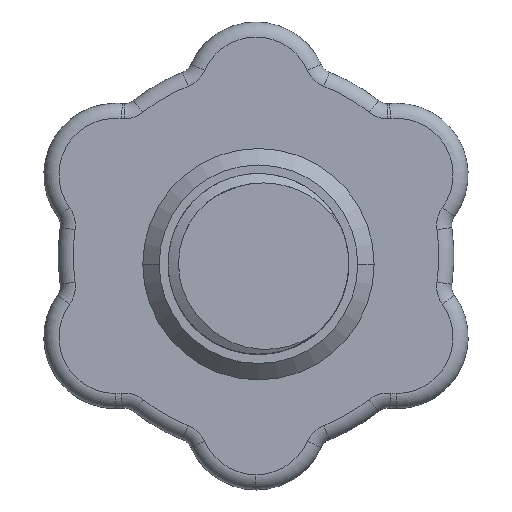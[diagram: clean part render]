
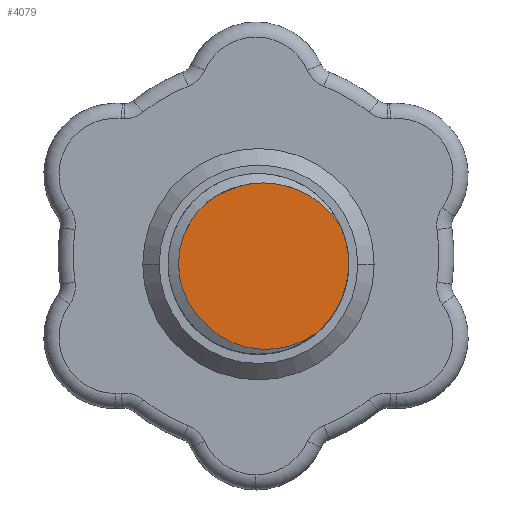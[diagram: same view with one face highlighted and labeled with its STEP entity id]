
A CAD part, top view. The second image highlights one B-rep face of the part: STEP entity #4079.
In plain terms, the highlighted face is planar.
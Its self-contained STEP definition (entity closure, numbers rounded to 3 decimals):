
#39 = CARTESIAN_POINT ( 'NONE',  ( -4.99, -6.88, -5.624 ) ) ;
#308 = CARTESIAN_POINT ( 'NONE',  ( -11.057, -6.88, -1.662 ) ) ;
#360 = VERTEX_POINT ( 'NONE', #4394 ) ;
#471 = CARTESIAN_POINT ( 'NONE',  ( -5.622, -6.88, -0.629 ) ) ;
#564 = ORIENTED_EDGE ( 'NONE', *, *, #1959, .F. ) ;
#638 = ORIENTED_EDGE ( 'NONE', *, *, #1078, .F. ) ;
#694 = EDGE_CURVE ( 'NONE', #5192, #4891, #4591, .T. ) ;
#860 = CARTESIAN_POINT ( 'NONE',  ( -8.542, -6.88, -4.974 ) ) ;
#917 = DIRECTION ( 'NONE',  ( 0., 0., -1. ) ) ;
#999 = DIRECTION ( 'NONE',  ( 0., -1., 0. ) ) ;
#1018 = DIRECTION ( 'NONE',  ( 0., 1., 0. ) ) ;
#1078 = EDGE_CURVE ( 'NONE', #4891, #1399, #5973, .T. ) ;
#1147 = CARTESIAN_POINT ( 'NONE',  ( -11.221, -6.88, 0.92 ) ) ;
#1252 = CARTESIAN_POINT ( 'NONE',  ( -6.653, -6.88, -5.614 ) ) ;
#1399 = VERTEX_POINT ( 'NONE', #2696 ) ;
#1401 = CARTESIAN_POINT ( 'NONE',  ( -5.3, -6.88, 0. ) ) ;
#1667 = CARTESIAN_POINT ( 'NONE',  ( -10.747, -6.88, 2.474 ) ) ;
#1727 = CARTESIAN_POINT ( 'NONE',  ( -10.22, -6.88, -3.42 ) ) ;
#1777 = B_SPLINE_CURVE_WITH_KNOTS ( 'NONE', 3,
 ( #4121, #2196, #860, #3158, #5065, #3565, #1252, #2810, #2278, #39, #4681, #4621, #5155, #1816, #3723, #3654, #6021, #5102 ),
 .UNSPECIFIED., .F., .F.,
 ( 4, 2, 2, 2, 2, 2, 2, 2, 4 ),
 ( 0., 0.001, 0.002, 0.003, 0.004, 0.005, 0.006, 0.007, 0.008 ),
 .UNSPECIFIED. ) ;
#1816 = CARTESIAN_POINT ( 'NONE',  ( -3.102, -6.88, -4.999 ) ) ;
#1844 = FACE_OUTER_BOUND ( 'NONE', #4461, .T. ) ;
#1959 = EDGE_CURVE ( 'NONE', #1399, #360, #3152, .T. ) ;
#2052 = CARTESIAN_POINT ( 'NONE',  ( -10.994, -6.88, 1.866 ) ) ;
#2166 = CARTESIAN_POINT ( 'NONE',  ( -11.25, -6.88, -0.708 ) ) ;
#2191 = VERTEX_POINT ( 'NONE', #5645 ) ;
#2193 = AXIS2_PLACEMENT_3D ( 'NONE', #3212, #2758, #917 ) ;
#2196 = CARTESIAN_POINT ( 'NONE',  ( -8.83, -6.88, -4.808 ) ) ;
#2278 = CARTESIAN_POINT ( 'NONE',  ( -5.651, -6.88, -5.679 ) ) ;
#2589 = CARTESIAN_POINT ( 'NONE',  ( -11.203, -6.88, -1.028 ) ) ;
#2696 = CARTESIAN_POINT ( 'NONE',  ( -5.622, -6.88, 5.363 ) ) ;
#2757 = EDGE_CURVE ( 'NONE', #2191, #5192, #1777, .T. ) ;
#2758 = DIRECTION ( 'NONE',  ( 0., -1., 0. ) ) ;
#2810 = CARTESIAN_POINT ( 'NONE',  ( -5.988, -6.88, -5.677 ) ) ;
#2905 = EDGE_CURVE ( 'NONE', #360, #2191, #3120, .T. ) ;
#3082 = CARTESIAN_POINT ( 'NONE',  ( -11.292, -6.88, -0.058 ) ) ;
#3120 = B_SPLINE_CURVE_WITH_KNOTS ( 'NONE', 3,
 ( #1667, #4852, #2052, #5321, #1147, #5927, #3082, #2166, #2589, #308, #4523, #5470, #3589, #1727, #4990, #3532, #5456, #4485 ),
 .UNSPECIFIED., .F., .F.,
 ( 4, 2, 2, 2, 2, 2, 2, 2, 4 ),
 ( 0.003, 0.004, 0.004, 0.005, 0.006, 0.007, 0.008, 0.009, 0.01 ),
 .UNSPECIFIED. ) ;
#3149 = AXIS2_PLACEMENT_3D ( 'NONE', #1401, #999, #4259 ) ;
#3152 = CIRCLE ( 'NONE', #5603, 5.992 ) ;
#3158 = CARTESIAN_POINT ( 'NONE',  ( -7.939, -6.88, -5.257 ) ) ;
#3212 = CARTESIAN_POINT ( 'NONE',  ( -5.622, -6.88, -0.629 ) ) ;
#3281 = DIRECTION ( 'NONE',  ( 0., 0., -1. ) ) ;
#3373 = DIRECTION ( 'NONE',  ( 0., 0., 1. ) ) ;
#3532 = CARTESIAN_POINT ( 'NONE',  ( -9.594, -6.88, -4.179 ) ) ;
#3565 = CARTESIAN_POINT ( 'NONE',  ( -6.98, -6.88, -5.553 ) ) ;
#3589 = CARTESIAN_POINT ( 'NONE',  ( -10.561, -6.88, -2.868 ) ) ;
#3654 = CARTESIAN_POINT ( 'NONE',  ( -2.274, -6.88, -4.439 ) ) ;
#3685 = DIRECTION ( 'NONE',  ( 0., -1., 0. ) ) ;
#3723 = CARTESIAN_POINT ( 'NONE',  ( -2.816, -6.88, -4.831 ) ) ;
#3867 = CARTESIAN_POINT ( 'NONE',  ( -1.79, -6.88, -3.971 ) ) ;
#3976 = ORIENTED_EDGE ( 'NONE', *, *, #694, .F. ) ;
#4079 = ADVANCED_FACE ( 'NONE', ( #1844 ), #5116, .T. ) ;
#4121 = CARTESIAN_POINT ( 'NONE',  ( -9.106, -6.88, -4.616 ) ) ;
#4259 = DIRECTION ( 'NONE',  ( 0., 0., 1. ) ) ;
#4394 = CARTESIAN_POINT ( 'NONE',  ( -10.747, -6.88, 2.474 ) ) ;
#4461 = EDGE_LOOP ( 'NONE', ( #638, #3976, #4615, #5504, #564 ) ) ;
#4485 = CARTESIAN_POINT ( 'NONE',  ( -9.106, -6.88, -4.616 ) ) ;
#4504 = CARTESIAN_POINT ( 'NONE',  ( -1.928, -6.88, 4.089 ) ) ;
#4523 = CARTESIAN_POINT ( 'NONE',  ( -10.956, -6.88, -1.977 ) ) ;
#4591 = CIRCLE ( 'NONE', #3149, 5.3 ) ;
#4615 = ORIENTED_EDGE ( 'NONE', *, *, #2757, .F. ) ;
#4621 = CARTESIAN_POINT ( 'NONE',  ( -4.018, -6.88, -5.396 ) ) ;
#4681 = CARTESIAN_POINT ( 'NONE',  ( -4.663, -6.88, -5.568 ) ) ;
#4726 = AXIS2_PLACEMENT_3D ( 'NONE', #4736, #1018, #3373 ) ;
#4736 = CARTESIAN_POINT ( 'NONE',  ( -13.617, -6.88, 45.737 ) ) ;
#4852 = CARTESIAN_POINT ( 'NONE',  ( -10.882, -6.88, 2.178 ) ) ;
#4891 = VERTEX_POINT ( 'NONE', #4504 ) ;
#4990 = CARTESIAN_POINT ( 'NONE',  ( -10.024, -6.88, -3.686 ) ) ;
#5065 = CARTESIAN_POINT ( 'NONE',  ( -7.623, -6.88, -5.375 ) ) ;
#5102 = CARTESIAN_POINT ( 'NONE',  ( -1.79, -6.88, -3.971 ) ) ;
#5116 = PLANE ( 'NONE',  #4726 ) ;
#5155 = CARTESIAN_POINT ( 'NONE',  ( -3.701, -6.88, -5.281 ) ) ;
#5192 = VERTEX_POINT ( 'NONE', #3867 ) ;
#5321 = CARTESIAN_POINT ( 'NONE',  ( -11.162, -6.88, 1.239 ) ) ;
#5456 = CARTESIAN_POINT ( 'NONE',  ( -9.36, -6.88, -4.407 ) ) ;
#5470 = CARTESIAN_POINT ( 'NONE',  ( -10.708, -6.88, -2.579 ) ) ;
#5504 = ORIENTED_EDGE ( 'NONE', *, *, #2905, .F. ) ;
#5603 = AXIS2_PLACEMENT_3D ( 'NONE', #471, #3685, #3281 ) ;
#5645 = CARTESIAN_POINT ( 'NONE',  ( -9.106, -6.88, -4.616 ) ) ;
#5927 = CARTESIAN_POINT ( 'NONE',  ( -11.286, -6.88, 0.272 ) ) ;
#5973 = CIRCLE ( 'NONE', #2193, 5.992 ) ;
#6021 = CARTESIAN_POINT ( 'NONE',  ( -2.02, -6.88, -4.216 ) ) ;
